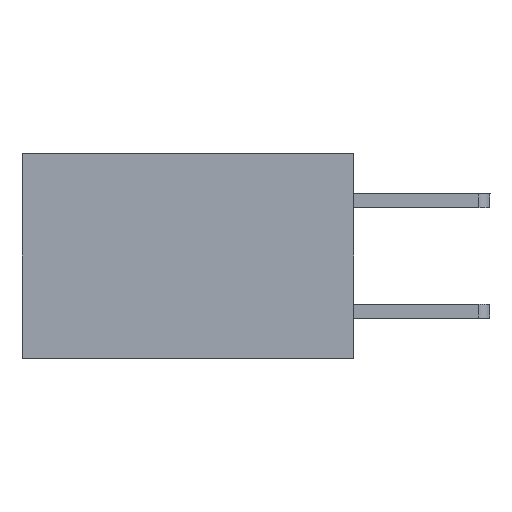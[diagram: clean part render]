
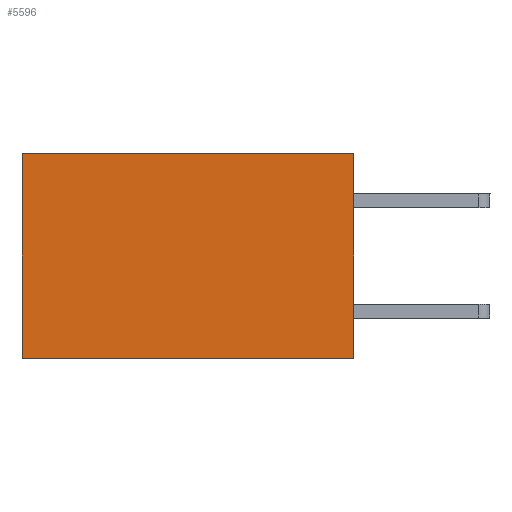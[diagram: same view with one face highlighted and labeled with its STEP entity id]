
A CAD part, left-side view. The second image highlights one B-rep face of the part: STEP entity #5596.
In plain terms, the highlighted planar face has unit normal (-1, 0, 0).
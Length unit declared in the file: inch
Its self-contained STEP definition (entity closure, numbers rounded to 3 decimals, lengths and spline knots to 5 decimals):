
#569 = VECTOR ( 'NONE', #9652, 39.37008 ) ;
#853 = CARTESIAN_POINT ( 'NONE',  ( 0.2875, 0., 0. ) ) ;
#1776 = EDGE_LOOP ( 'NONE', ( #5397, #11420, #11911, #12038 ) ) ;
#2026 = CARTESIAN_POINT ( 'NONE',  ( 0.2875, 0., -0.37 ) ) ;
#3081 = VERTEX_POINT ( 'NONE', #3480 ) ;
#3272 = CARTESIAN_POINT ( 'NONE',  ( 0.2875, 0.6, 0. ) ) ;
#3423 = LINE ( 'NONE', #3272, #569 ) ;
#3480 = CARTESIAN_POINT ( 'NONE',  ( 0.2875, 0.6, -0.37 ) ) ;
#3881 = VECTOR ( 'NONE', #10563, 39.37008 ) ;
#4000 = AXIS2_PLACEMENT_3D ( 'NONE', #5203, #6309, #13709 ) ;
#4067 = VECTOR ( 'NONE', #9214, 39.37008 ) ;
#4421 = LINE ( 'NONE', #12353, #4067 ) ;
#4934 = EDGE_CURVE ( 'NONE', #9829, #5710, #13437, .T. ) ;
#4999 = VECTOR ( 'NONE', #10475, 39.37008 ) ;
#5203 = CARTESIAN_POINT ( 'NONE',  ( 0.2875, 0., 0. ) ) ;
#5397 = ORIENTED_EDGE ( 'NONE', *, *, #11741, .T. ) ;
#5481 = FACE_OUTER_BOUND ( 'NONE', #1776, .T. ) ;
#5596 = ADVANCED_FACE ( 'NONE', ( #5481 ), #10555, .F. ) ;
#5710 = VERTEX_POINT ( 'NONE', #9665 ) ;
#6309 = DIRECTION ( 'NONE',  ( 1., 0., 0. ) ) ;
#6905 = CARTESIAN_POINT ( 'NONE',  ( 0.2875, 0.6, 0. ) ) ;
#7801 = CARTESIAN_POINT ( 'NONE',  ( 0.2875, 0., 0. ) ) ;
#8694 = VERTEX_POINT ( 'NONE', #6905 ) ;
#9214 = DIRECTION ( 'NONE',  ( 0., 1., 0. ) ) ;
#9652 = DIRECTION ( 'NONE',  ( 0., 0., -1. ) ) ;
#9665 = CARTESIAN_POINT ( 'NONE',  ( 0.2875, 0., -0.37 ) ) ;
#9829 = VERTEX_POINT ( 'NONE', #7801 ) ;
#10475 = DIRECTION ( 'NONE',  ( 0., 0., -1. ) ) ;
#10555 = PLANE ( 'NONE',  #4000 ) ;
#10563 = DIRECTION ( 'NONE',  ( 0., 1., 0. ) ) ;
#11420 = ORIENTED_EDGE ( 'NONE', *, *, #12837, .F. ) ;
#11741 = EDGE_CURVE ( 'NONE', #8694, #3081, #3423, .T. ) ;
#11911 = ORIENTED_EDGE ( 'NONE', *, *, #4934, .F. ) ;
#12038 = ORIENTED_EDGE ( 'NONE', *, *, #12172, .T. ) ;
#12172 = EDGE_CURVE ( 'NONE', #9829, #8694, #4421, .T. ) ;
#12353 = CARTESIAN_POINT ( 'NONE',  ( 0.2875, 0., 0. ) ) ;
#12360 = LINE ( 'NONE', #2026, #3881 ) ;
#12837 = EDGE_CURVE ( 'NONE', #5710, #3081, #12360, .T. ) ;
#13437 = LINE ( 'NONE', #853, #4999 ) ;
#13709 = DIRECTION ( 'NONE',  ( 0., 0., -1. ) ) ;
